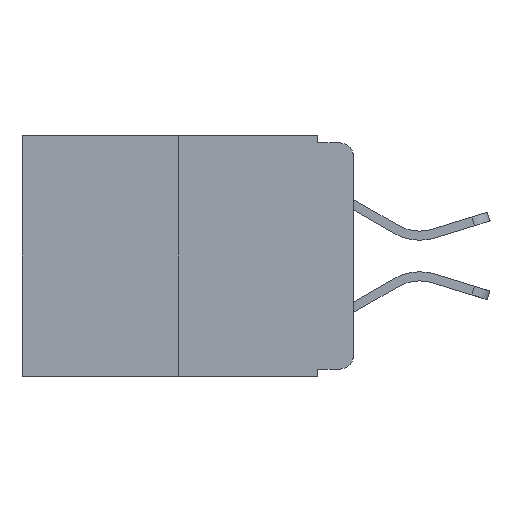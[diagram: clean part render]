
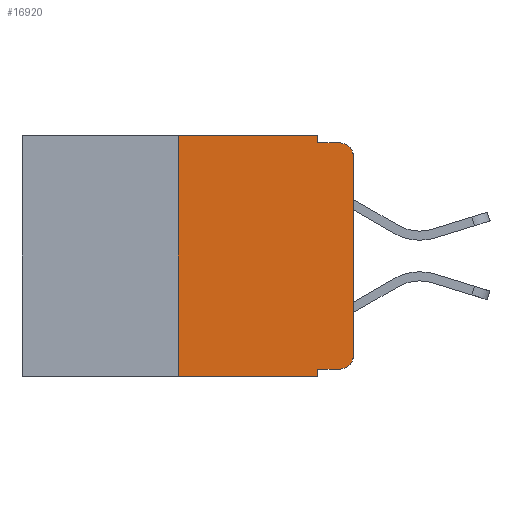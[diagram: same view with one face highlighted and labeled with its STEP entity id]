
A CAD part, left-side view. The second image highlights one B-rep face of the part: STEP entity #16920.
In plain terms, the highlighted planar face has unit normal (-1, 0, 0).
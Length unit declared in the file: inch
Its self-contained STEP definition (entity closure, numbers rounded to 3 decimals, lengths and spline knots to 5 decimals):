
#46 = ORIENTED_EDGE ( 'NONE', *, *, #16428, .F. ) ;
#72 = VECTOR ( 'NONE', #14542, 39.37008 ) ;
#148 = CARTESIAN_POINT ( 'NONE',  ( 0., 0.473, -0.343 ) ) ;
#1110 = DIRECTION ( 'NONE',  ( 0., 0., 1. ) ) ;
#1149 = LINE ( 'NONE', #16932, #15440 ) ;
#1216 = ORIENTED_EDGE ( 'NONE', *, *, #16836, .F. ) ;
#1545 = DIRECTION ( 'NONE',  ( 0., -1., 0. ) ) ;
#1895 = PLANE ( 'NONE',  #7984 ) ;
#1907 = CARTESIAN_POINT ( 'NONE',  ( 0., 0.02, -0.313 ) ) ;
#2116 = EDGE_CURVE ( 'NONE', #5748, #10946, #1149, .T. ) ;
#2275 = ORIENTED_EDGE ( 'NONE', *, *, #12432, .T. ) ;
#2289 = ORIENTED_EDGE ( 'NONE', *, *, #6214, .T. ) ;
#2750 = CARTESIAN_POINT ( 'NONE',  ( 0., 0.02, -0.03 ) ) ;
#3113 = VERTEX_POINT ( 'NONE', #4410 ) ;
#3151 = DIRECTION ( 'NONE',  ( -1., 0., 0. ) ) ;
#3326 = CARTESIAN_POINT ( 'NONE',  ( 0., 0., -0.03 ) ) ;
#3373 = LINE ( 'NONE', #5906, #17285 ) ;
#3390 = DIRECTION ( 'NONE',  ( 0., 0., 1. ) ) ;
#3449 = CARTESIAN_POINT ( 'NONE',  ( 0., 0.051, 0. ) ) ;
#3936 = LINE ( 'NONE', #4903, #10052 ) ;
#4003 = CIRCLE ( 'NONE', #10178, 0.02 ) ;
#4095 = DIRECTION ( 'NONE',  ( -1., 0., 0. ) ) ;
#4164 = LINE ( 'NONE', #148, #4608 ) ;
#4390 = DIRECTION ( 'NONE',  ( 0., -1., 0. ) ) ;
#4410 = CARTESIAN_POINT ( 'NONE',  ( 0., 0.051, 0. ) ) ;
#4608 = VECTOR ( 'NONE', #1545, 39.37008 ) ;
#4635 = CARTESIAN_POINT ( 'NONE',  ( 0., 0.473, 0. ) ) ;
#4870 = FACE_OUTER_BOUND ( 'NONE', #12527, .T. ) ;
#4903 = CARTESIAN_POINT ( 'NONE',  ( 0., 0.25, 0. ) ) ;
#5043 = CARTESIAN_POINT ( 'NONE',  ( 0., 0.051, -0.333 ) ) ;
#5088 = CARTESIAN_POINT ( 'NONE',  ( 0., 0.02, -0.01 ) ) ;
#5376 = VERTEX_POINT ( 'NONE', #8298 ) ;
#5414 = CARTESIAN_POINT ( 'NONE',  ( 0., 0., -0.313 ) ) ;
#5748 = VERTEX_POINT ( 'NONE', #5043 ) ;
#5850 = LINE ( 'NONE', #4635, #16448 ) ;
#5906 = CARTESIAN_POINT ( 'NONE',  ( 0., 0.051, 0. ) ) ;
#6106 = CARTESIAN_POINT ( 'NONE',  ( 0., 0.25, -0.343 ) ) ;
#6214 = EDGE_CURVE ( 'NONE', #10946, #11220, #4003, .T. ) ;
#6839 = CIRCLE ( 'NONE', #8518, 0.02 ) ;
#7083 = VERTEX_POINT ( 'NONE', #5088 ) ;
#7984 = AXIS2_PLACEMENT_3D ( 'NONE', #10012, #14335, #10185 ) ;
#8027 = CARTESIAN_POINT ( 'NONE',  ( 0., 0.02, -0.333 ) ) ;
#8130 = ORIENTED_EDGE ( 'NONE', *, *, #15773, .F. ) ;
#8190 = EDGE_CURVE ( 'NONE', #3113, #12354, #13916, .T. ) ;
#8217 = EDGE_CURVE ( 'NONE', #10278, #17428, #3936, .T. ) ;
#8298 = CARTESIAN_POINT ( 'NONE',  ( 0., 0.051, -0.343 ) ) ;
#8480 = CARTESIAN_POINT ( 'NONE',  ( 0., 0.25, 0. ) ) ;
#8518 = AXIS2_PLACEMENT_3D ( 'NONE', #2750, #4095, #16642 ) ;
#8898 = ORIENTED_EDGE ( 'NONE', *, *, #8217, .F. ) ;
#8988 = ORIENTED_EDGE ( 'NONE', *, *, #2116, .T. ) ;
#9157 = VECTOR ( 'NONE', #17240, 39.37008 ) ;
#10012 = CARTESIAN_POINT ( 'NONE',  ( 0., 0.473, 0. ) ) ;
#10052 = VECTOR ( 'NONE', #3390, 39.37008 ) ;
#10178 = AXIS2_PLACEMENT_3D ( 'NONE', #1907, #3151, #12837 ) ;
#10185 = DIRECTION ( 'NONE',  ( 0., 0., -1. ) ) ;
#10278 = VERTEX_POINT ( 'NONE', #6106 ) ;
#10380 = CARTESIAN_POINT ( 'NONE',  ( 0., 0.051, -0.01 ) ) ;
#10946 = VERTEX_POINT ( 'NONE', #8027 ) ;
#11220 = VERTEX_POINT ( 'NONE', #5414 ) ;
#11897 = ORIENTED_EDGE ( 'NONE', *, *, #8190, .F. ) ;
#11900 = EDGE_CURVE ( 'NONE', #15201, #7083, #6839, .T. ) ;
#11922 = EDGE_CURVE ( 'NONE', #10278, #5376, #4164, .T. ) ;
#12176 = CARTESIAN_POINT ( 'NONE',  ( 0., 0.051, -0.01 ) ) ;
#12354 = VERTEX_POINT ( 'NONE', #12176 ) ;
#12404 = LINE ( 'NONE', #13406, #13694 ) ;
#12432 = EDGE_CURVE ( 'NONE', #11220, #15201, #12404, .T. ) ;
#12527 = EDGE_LOOP ( 'NONE', ( #2275, #17084, #46, #11897, #8130, #8898, #16184, #1216, #8988, #2289 ) ) ;
#12837 = DIRECTION ( 'NONE',  ( 0., 0., -1. ) ) ;
#13406 = CARTESIAN_POINT ( 'NONE',  ( 0., 0., 0. ) ) ;
#13694 = VECTOR ( 'NONE', #1110, 39.37008 ) ;
#13916 = LINE ( 'NONE', #3449, #72 ) ;
#14047 = DIRECTION ( 'NONE',  ( 0., -1., 0. ) ) ;
#14335 = DIRECTION ( 'NONE',  ( 1., 0., 0. ) ) ;
#14542 = DIRECTION ( 'NONE',  ( 0., 0., -1. ) ) ;
#15201 = VERTEX_POINT ( 'NONE', #3326 ) ;
#15440 = VECTOR ( 'NONE', #14047, 39.37008 ) ;
#15655 = LINE ( 'NONE', #10380, #9157 ) ;
#15745 = DIRECTION ( 'NONE',  ( 0., 0., -1. ) ) ;
#15773 = EDGE_CURVE ( 'NONE', #17428, #3113, #5850, .T. ) ;
#16184 = ORIENTED_EDGE ( 'NONE', *, *, #11922, .T. ) ;
#16428 = EDGE_CURVE ( 'NONE', #12354, #7083, #15655, .T. ) ;
#16448 = VECTOR ( 'NONE', #4390, 39.37008 ) ;
#16642 = DIRECTION ( 'NONE',  ( 0., 0., -1. ) ) ;
#16836 = EDGE_CURVE ( 'NONE', #5748, #5376, #3373, .T. ) ;
#16920 = ADVANCED_FACE ( 'NONE', ( #4870 ), #1895, .F. ) ;
#16932 = CARTESIAN_POINT ( 'NONE',  ( 0., 0.051, -0.333 ) ) ;
#17084 = ORIENTED_EDGE ( 'NONE', *, *, #11900, .T. ) ;
#17240 = DIRECTION ( 'NONE',  ( 0., -1., 0. ) ) ;
#17285 = VECTOR ( 'NONE', #15745, 39.37008 ) ;
#17428 = VERTEX_POINT ( 'NONE', #8480 ) ;
